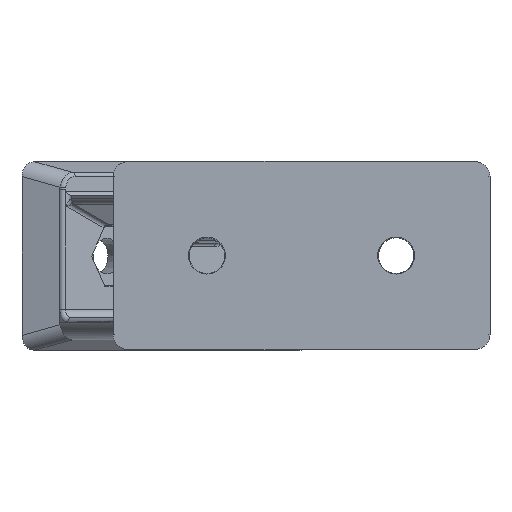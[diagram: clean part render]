
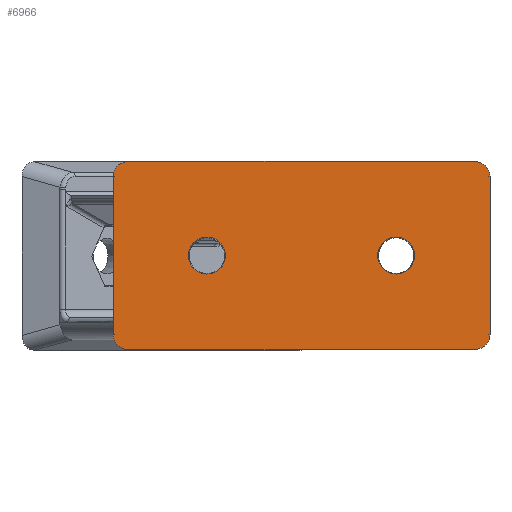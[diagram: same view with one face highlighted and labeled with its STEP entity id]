
A CAD part, top view. The second image highlights one B-rep face of the part: STEP entity #6966.
In plain terms, the highlighted planar face has unit normal (0, 0, 1).
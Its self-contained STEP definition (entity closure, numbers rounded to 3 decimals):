
#345 = CARTESIAN_POINT ( 'NONE',  ( 22.5, 0., 9. ) ) ;
#346 = DIRECTION ( 'NONE',  ( 0., 0., -1. ) ) ;
#347 = DIRECTION ( 'NONE',  ( 1., 0., 0. ) ) ;
#392 = CARTESIAN_POINT ( 'NONE',  ( -22.5, 0., 9. ) ) ;
#393 = DIRECTION ( 'NONE',  ( 0., 0., -1. ) ) ;
#394 = DIRECTION ( 'NONE',  ( -1., 0., 0. ) ) ;
#398 = CARTESIAN_POINT ( 'NONE',  ( -40.829, 22.4, 9. ) ) ;
#399 = CARTESIAN_POINT ( 'NONE',  ( -43.225, 22.4, 9. ) ) ;
#400 = CARTESIAN_POINT ( 'NONE',  ( -44.8, 21.001, 9. ) ) ;
#401 = CARTESIAN_POINT ( 'NONE',  ( -44.8, 18.872, 9. ) ) ;
#402 = CARTESIAN_POINT ( 'NONE',  ( -45.5, 22.4, 9. ) ) ;
#403 = DIRECTION ( 'NONE',  ( 1., 0., 0. ) ) ;
#404 = CARTESIAN_POINT ( 'NONE',  ( -44.8, -23., 9. ) ) ;
#405 = DIRECTION ( 'NONE',  ( 0., 1., 0. ) ) ;
#406 = CARTESIAN_POINT ( 'NONE',  ( -44.8, -18.872, 9. ) ) ;
#407 = CARTESIAN_POINT ( 'NONE',  ( -44.8, -21.001, 9. ) ) ;
#408 = CARTESIAN_POINT ( 'NONE',  ( -43.225, -22.4, 9. ) ) ;
#409 = CARTESIAN_POINT ( 'NONE',  ( -40.829, -22.4, 9. ) ) ;
#410 = CARTESIAN_POINT ( 'NONE',  ( -45.5, -22.4, 9. ) ) ;
#411 = DIRECTION ( 'NONE',  ( -1., 0., 0. ) ) ;
#412 = CARTESIAN_POINT ( 'NONE',  ( 40.829, -22.4, 9. ) ) ;
#413 = CARTESIAN_POINT ( 'NONE',  ( 43.225, -22.4, 9. ) ) ;
#414 = CARTESIAN_POINT ( 'NONE',  ( 44.8, -21.001, 9. ) ) ;
#415 = CARTESIAN_POINT ( 'NONE',  ( 44.8, -18.872, 9. ) ) ;
#416 = CARTESIAN_POINT ( 'NONE',  ( 44.8, -23., 9. ) ) ;
#417 = DIRECTION ( 'NONE',  ( 0., -1., 0. ) ) ;
#418 = CARTESIAN_POINT ( 'NONE',  ( 44.8, 18.872, 9. ) ) ;
#419 = CARTESIAN_POINT ( 'NONE',  ( 44.8, 21.001, 9. ) ) ;
#420 = CARTESIAN_POINT ( 'NONE',  ( 43.225, 22.4, 9. ) ) ;
#421 = CARTESIAN_POINT ( 'NONE',  ( 40.829, 22.4, 9. ) ) ;
#707 = PLANE ( 'NONE',  #1960 ) ;
#708 = CARTESIAN_POINT ( 'NONE',  ( -45.5, -23., 9. ) ) ;
#709 = DIRECTION ( 'NONE',  ( 0., 0., 1. ) ) ;
#710 = DIRECTION ( 'NONE',  ( 1., 0., 0. ) ) ;
#1621 = CARTESIAN_POINT ( 'NONE',  ( 26.9, 0., 9. ) ) ;
#1623 = CARTESIAN_POINT ( 'NONE',  ( -26.9, 0., 9. ) ) ;
#1808 = VECTOR ( 'NONE', #417, 1000. ) ;
#1960 = AXIS2_PLACEMENT_3D ( 'NONE', #708, #709, #710 ) ;
#2363 = CIRCLE ( 'NONE', #2368, 4.4 ) ;
#2368 = AXIS2_PLACEMENT_3D ( 'NONE', #345, #346, #347 ) ;
#2380 = CIRCLE ( 'NONE', #2381, 4.4 ) ;
#2381 = AXIS2_PLACEMENT_3D ( 'NONE', #392, #393, #394 ) ;
#2384 = VECTOR ( 'NONE', #403, 1000. ) ;
#2385 = VECTOR ( 'NONE', #405, 1000. ) ;
#2464 = CARTESIAN_POINT ( 'NONE',  ( -40.829, -22.4, 9. ) ) ;
#2480 = CARTESIAN_POINT ( 'NONE',  ( -44.8, 18.872, 9. ) ) ;
#2527 = CARTESIAN_POINT ( 'NONE',  ( 44.8, 18.872, 9. ) ) ;
#2537 = CARTESIAN_POINT ( 'NONE',  ( 40.829, 22.4, 9. ) ) ;
#2820 = VERTEX_POINT ( 'NONE', #6181 ) ;
#2827 = VERTEX_POINT ( 'NONE', #6348 ) ;
#3006 = VECTOR ( 'NONE', #411, 1000. ) ;
#3017 = ORIENTED_EDGE ( 'NONE', *, *, #6862, .T. ) ;
#3055 = ORIENTED_EDGE ( 'NONE', *, *, #6868, .F. ) ;
#3065 = ORIENTED_EDGE ( 'NONE', *, *, #6864, .F. ) ;
#3082 = ORIENTED_EDGE ( 'NONE', *, *, #6867, .T. ) ;
#3095 = ORIENTED_EDGE ( 'NONE', *, *, #6846, .T. ) ;
#3168 = ORIENTED_EDGE ( 'NONE', *, *, #6869, .T. ) ;
#3171 = ORIENTED_EDGE ( 'NONE', *, *, #6863, .F. ) ;
#3174 = ORIENTED_EDGE ( 'NONE', *, *, #6860, .T. ) ;
#3192 = ORIENTED_EDGE ( 'NONE', *, *, #6865, .T. ) ;
#3202 = ORIENTED_EDGE ( 'NONE', *, *, #6866, .F. ) ;
#3249 = EDGE_LOOP ( 'NONE', ( #3095 ) ) ;
#3258 = VERTEX_POINT ( 'NONE', #6370 ) ;
#3276 = VERTEX_POINT ( 'NONE', #6345 ) ;
#3446 = EDGE_LOOP ( 'NONE', ( #3171, #3017, #3065, #3192, #3202, #3082, #3055, #3168 ) ) ;
#3504 = EDGE_LOOP ( 'NONE', ( #3174 ) ) ;
#3581 = VERTEX_POINT ( 'NONE', #2537 ) ;
#3597 = VERTEX_POINT ( 'NONE', #2527 ) ;
#3619 = VERTEX_POINT ( 'NONE', #2480 ) ;
#3645 = VERTEX_POINT ( 'NONE', #2464 ) ;
#4316 = LINE ( 'NONE', #402, #2384 ) ;
#4317 = LINE ( 'NONE', #404, #2385 ) ;
#4318 = LINE ( 'NONE', #410, #3006 ) ;
#4319 = LINE ( 'NONE', #416, #1808 ) ;
#4356 = FACE_OUTER_BOUND ( 'NONE', #3446, .T. ) ;
#4357 = FACE_BOUND ( 'NONE', #3504, .T. ) ;
#4358 = FACE_BOUND ( 'NONE', #3249, .T. ) ;
#4538 = VERTEX_POINT ( 'NONE', #1621 ) ;
#4540 = VERTEX_POINT ( 'NONE', #1623 ) ;
#5801 =( BOUNDED_CURVE ( )  B_SPLINE_CURVE ( 3, ( #406, #407, #408, #409 ),
 .UNSPECIFIED., .F., .T. ) 
 B_SPLINE_CURVE_WITH_KNOTS ( ( 4, 4 ),
 ( 5.894, 7.306 ),
 .UNSPECIFIED. ) 
 CURVE ( )  GEOMETRIC_REPRESENTATION_ITEM ( )  RATIONAL_B_SPLINE_CURVE ( ( 1., 0.841, 0.841, 1. ) ) 
 REPRESENTATION_ITEM ( '' )  );
#5821 =( BOUNDED_CURVE ( )  B_SPLINE_CURVE ( 3, ( #398, #399, #400, #401 ),
 .UNSPECIFIED., .F., .T. ) 
 B_SPLINE_CURVE_WITH_KNOTS ( ( 4, 4 ),
 ( 2.119, 3.531 ),
 .UNSPECIFIED. ) 
 CURVE ( )  GEOMETRIC_REPRESENTATION_ITEM ( )  RATIONAL_B_SPLINE_CURVE ( ( 1., 0.841, 0.841, 1. ) ) 
 REPRESENTATION_ITEM ( '' )  );
#5823 =( BOUNDED_CURVE ( )  B_SPLINE_CURVE ( 3, ( #418, #419, #420, #421 ),
 .UNSPECIFIED., .F., .T. ) 
 B_SPLINE_CURVE_WITH_KNOTS ( ( 4, 4 ),
 ( 5.894, 7.306 ),
 .UNSPECIFIED. ) 
 CURVE ( )  GEOMETRIC_REPRESENTATION_ITEM ( )  RATIONAL_B_SPLINE_CURVE ( ( 1., 0.841, 0.841, 1. ) ) 
 REPRESENTATION_ITEM ( '' )  );
#5840 =( BOUNDED_CURVE ( )  B_SPLINE_CURVE ( 3, ( #412, #413, #414, #415 ),
 .UNSPECIFIED., .F., .T. ) 
 B_SPLINE_CURVE_WITH_KNOTS ( ( 4, 4 ),
 ( 2.119, 3.531 ),
 .UNSPECIFIED. ) 
 CURVE ( )  GEOMETRIC_REPRESENTATION_ITEM ( )  RATIONAL_B_SPLINE_CURVE ( ( 1., 0.841, 0.841, 1. ) ) 
 REPRESENTATION_ITEM ( '' )  );
#6181 = CARTESIAN_POINT ( 'NONE',  ( 40.829, -22.4, 9. ) ) ;
#6345 = CARTESIAN_POINT ( 'NONE',  ( -40.829, 22.4, 9. ) ) ;
#6348 = CARTESIAN_POINT ( 'NONE',  ( -44.8, -18.872, 9. ) ) ;
#6370 = CARTESIAN_POINT ( 'NONE',  ( 44.8, -18.872, 9. ) ) ;
#6846 = EDGE_CURVE ( 'NONE', #4538, #4538, #2363, .T. ) ;
#6860 = EDGE_CURVE ( 'NONE', #4540, #4540, #2380, .T. ) ;
#6862 = EDGE_CURVE ( 'NONE', #3276, #3619, #5821, .T. ) ;
#6863 = EDGE_CURVE ( 'NONE', #3276, #3581, #4316, .T. ) ;
#6864 = EDGE_CURVE ( 'NONE', #2827, #3619, #4317, .T. ) ;
#6865 = EDGE_CURVE ( 'NONE', #2827, #3645, #5801, .T. ) ;
#6866 = EDGE_CURVE ( 'NONE', #2820, #3645, #4318, .T. ) ;
#6867 = EDGE_CURVE ( 'NONE', #2820, #3258, #5840, .T. ) ;
#6868 = EDGE_CURVE ( 'NONE', #3597, #3258, #4319, .T. ) ;
#6869 = EDGE_CURVE ( 'NONE', #3597, #3581, #5823, .T. ) ;
#6966 = ADVANCED_FACE ( 'NONE', ( #4356, #4357, #4358 ), #707, .T. ) ;
